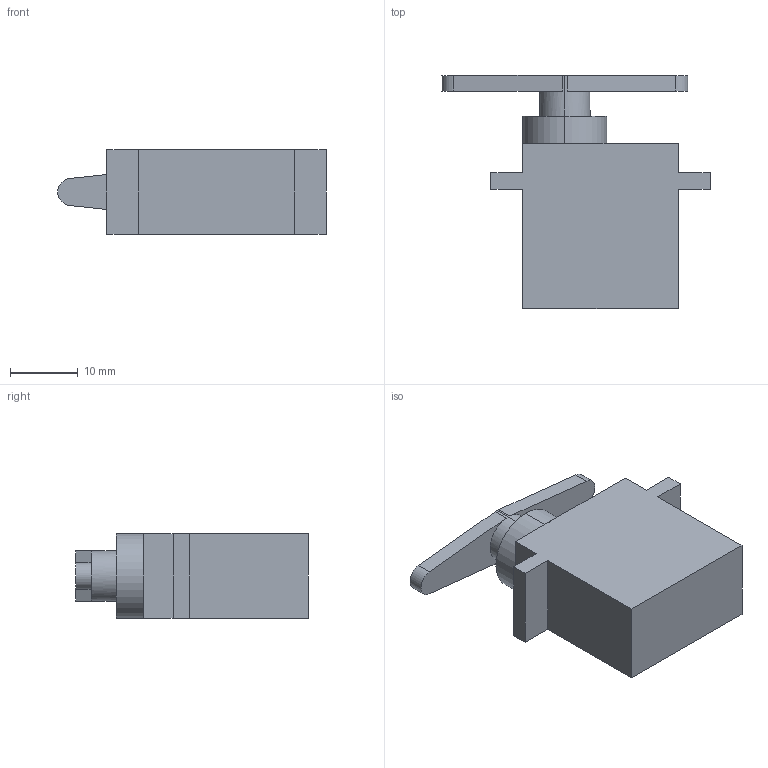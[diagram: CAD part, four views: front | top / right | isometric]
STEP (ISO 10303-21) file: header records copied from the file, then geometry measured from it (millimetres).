
FILE_DESCRIPTION (( 'STEP AP203' ), '1' );
FILE_NAME ('servo.STEP', '2024-08-29T00:31:26', ( '' ), ( '' ), 'SwSTEP 2.0', 'SolidWorks 2023', '' );
FILE_SCHEMA (( 'CONFIG_CONTROL_DESIGN' ));
Length unit declared in the file: millimetre
Products named in the file (1): servo
Bounding box: 39.64 x 34.4 x 12.45 mm (x, y, z)
Volume: 8373.4 mm3; surface area: 3313.9 mm2
Topology: 1 solids, 1 shells, 30 faces, 76 edges, 49 vertices
Faces by surface type: plane 24, cylinder 6
Entity records: 974 total; most frequent: CARTESIAN_POINT 156, DIRECTION 155, ORIENTED_EDGE 152, EDGE_CURVE 76, VECTOR 59, LINE 59, VERTEX_POINT 49, AXIS2_PLACEMENT_3D 48
